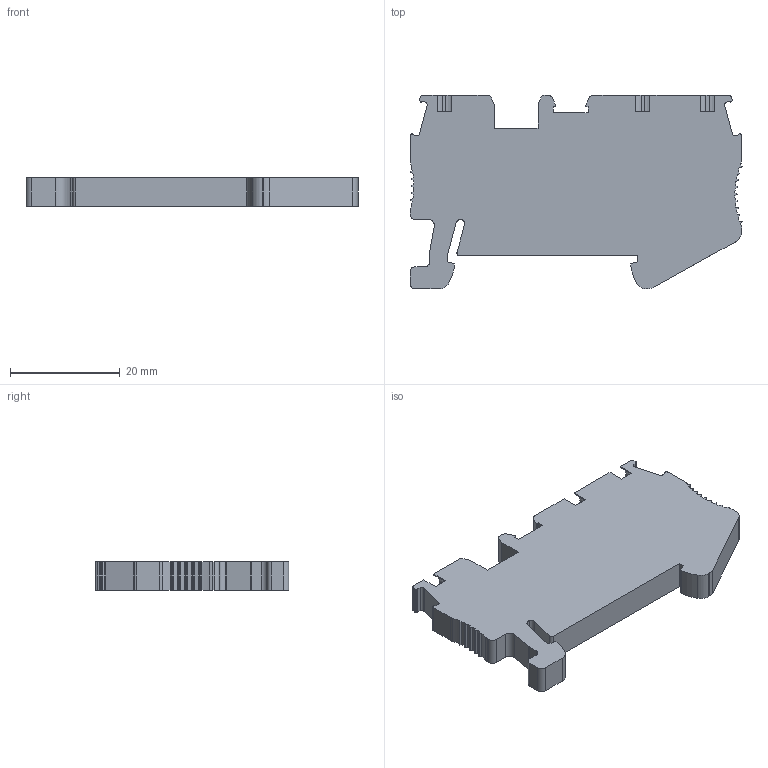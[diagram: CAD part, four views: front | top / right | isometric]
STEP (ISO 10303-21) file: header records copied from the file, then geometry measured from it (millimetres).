
FILE_DESCRIPTION(('SolidDesigner STEP Export'),'2;1');
FILE_NAME('3031254_st25_twin_bu_select.stp','2004-02-05T 9:53:47',(''),(''),'OneSpaceDesigner STEP processor Version: 9.0 (March 2001)for AP203(Solid Model)','CoCreate OneSpaceDesigner: 11.50A 18-Jul-2002(C) CoCreate Software GmbH','');
FILE_SCHEMA(('CONFIG_CONTROL_DESIGN'));
Length unit declared in the file: millimetre
Products named in the file (2): 3031254_st25_twin_bu_select
Assembly tree (1 placements, depth 2):
  3031254_st25_twin_bu_select
    3031254_st25_twin_bu_select
Bounding box: 60.43 x 35.25 x 5.15 mm (x, y, z)
Volume: 8349.2 mm3; surface area: 4930.7 mm2
Topology: 1 solids, 2 shells, 232 faces, 672 edges, 448 vertices
Faces by surface type: plane 123, cylinder 107, torus 2
Entity records: 9244 total; most frequent: ORIENTED_EDGE 1344, CARTESIAN_POINT 1268, DIRECTION 1138, EDGE_CURVE 672, VECTOR 450, LINE 450, VERTEX_POINT 448, AXIS2_PLACEMENT_3D 344
